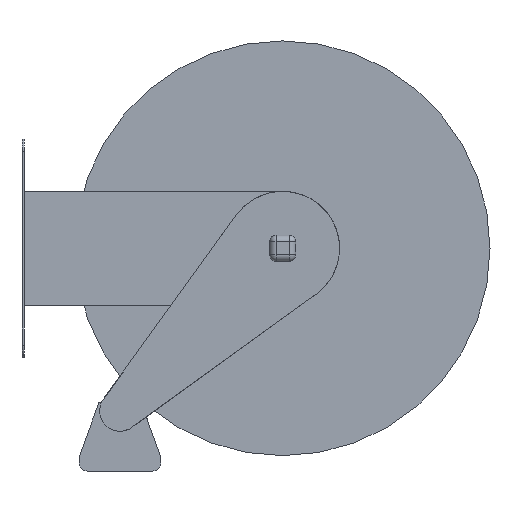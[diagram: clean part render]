
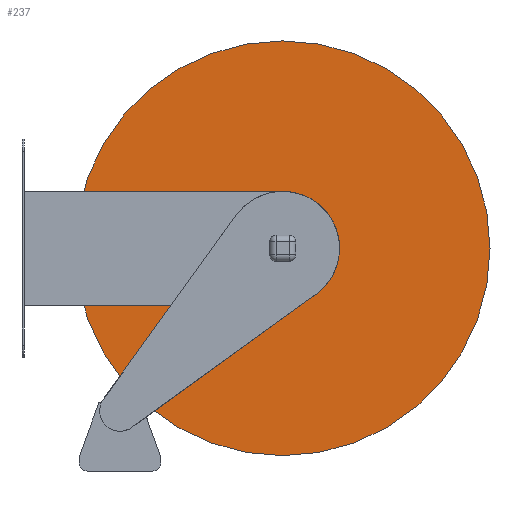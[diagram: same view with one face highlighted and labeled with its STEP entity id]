
A CAD part, left-side view. The second image highlights one B-rep face of the part: STEP entity #237.
In plain terms, the highlighted planar face has unit normal (-1, 0, 0).
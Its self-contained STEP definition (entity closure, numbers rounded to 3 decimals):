
#237 = ADVANCED_FACE( '', ( #536, #537 ), #538, .T. );
#536 = FACE_BOUND( '', #1669, .T. );
#537 = FACE_OUTER_BOUND( '', #1670, .T. );
#538 = PLANE( '', #1671 );
#1669 = EDGE_LOOP( '', ( #3563 ) );
#1670 = EDGE_LOOP( '', ( #3564 ) );
#1671 = AXIS2_PLACEMENT_3D( '', #3565, #3566, #3567 );
#3563 = ORIENTED_EDGE( '', *, *, #4270, .F. );
#3564 = ORIENTED_EDGE( '', *, *, #4052, .T. );
#3565 = CARTESIAN_POINT( '', ( -94., 0., 0. ) );
#3566 = DIRECTION( '', ( -1., 0., 0. ) );
#3567 = DIRECTION( '', ( 0., -1., 0. ) );
#4052 = EDGE_CURVE( '', #4406, #4406, #4407, .T. );
#4270 = EDGE_CURVE( '', #4749, #4749, #4750, .T. );
#4406 = VERTEX_POINT( '', #4971 );
#4407 = CIRCLE( '', #4972, 255. );
#4749 = VERTEX_POINT( '', #5749 );
#4750 = CIRCLE( '', #5750, 35. );
#4971 = CARTESIAN_POINT( '', ( -94., 255., 0. ) );
#4972 = AXIS2_PLACEMENT_3D( '', #6144, #6145, #6146 );
#5749 = CARTESIAN_POINT( '', ( -94., -35., 0. ) );
#5750 = AXIS2_PLACEMENT_3D( '', #6428, #6429, #6430 );
#6144 = CARTESIAN_POINT( '', ( -94., 0., 0. ) );
#6145 = DIRECTION( '', ( -1., 0., 0. ) );
#6146 = DIRECTION( '', ( 0., 1., 0. ) );
#6428 = CARTESIAN_POINT( '', ( -94., 0., 0. ) );
#6429 = DIRECTION( '', ( -1., 0., 0. ) );
#6430 = DIRECTION( '', ( 0., -1., 0. ) );
